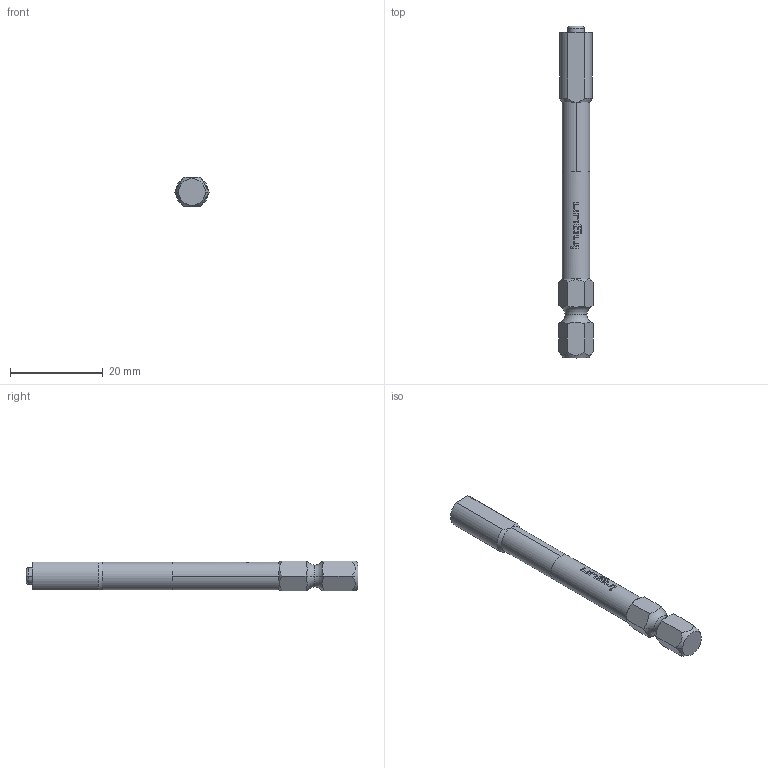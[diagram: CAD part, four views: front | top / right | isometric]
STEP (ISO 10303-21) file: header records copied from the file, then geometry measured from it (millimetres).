
FILE_DESCRIPTION (( 'STEP AP203' ), '1' );
FILE_NAME ('INGUN_SW-KS-617.STEP', '2022-03-14T09:56:55', ( 'ochi' ), ( '' ), 'SwSTEP 2.0', 'SolidWorks 2018', '' );
FILE_SCHEMA (( 'CONFIG_CONTROL_DESIGN' ));
Length unit declared in the file: millimetre
Products named in the file (1): INGUN_SW-KS-617
Bounding box: 7.33 x 71.4 x 6.35 mm (x, y, z)
Volume: 2161.6 mm3; surface area: 1498.6 mm2
Topology: 1 solids, 1 shells, 116 faces, 300 edges, 194 vertices
Faces by surface type: plane 60, bspline 22, cylinder 22, torus 6, cone 6
Entity records: 4119 total; most frequent: CARTESIAN_POINT 1423, ORIENTED_EDGE 600, DIRECTION 460, EDGE_CURVE 300, VERTEX_POINT 194, AXIS2_PLACEMENT_3D 179, EDGE_LOOP 124, FACE_OUTER_BOUND 116
